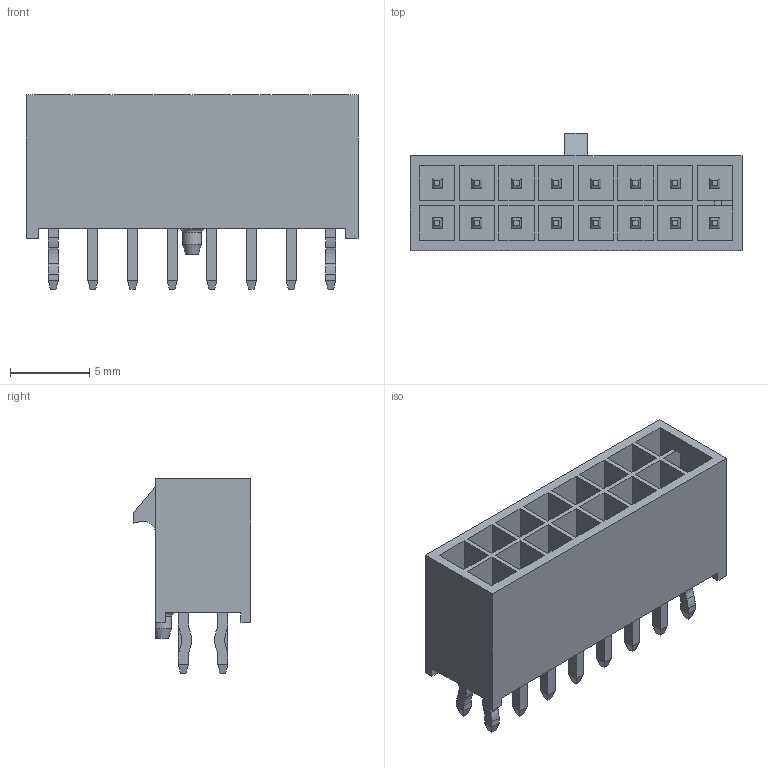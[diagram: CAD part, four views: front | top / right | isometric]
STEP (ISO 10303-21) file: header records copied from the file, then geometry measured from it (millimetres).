
FILE_DESCRIPTION(/* description */ ('Unknown'),/* implementation_level */ '2;1');
FILE_NAME(/* name */ '626016220101',/* time_stamp */ '2023-11-14T17:32:25+01:00',/* author */ ('Unknown'),/* organization */ ('Unknown'),/* preprocessor_version */ 'ST-DEVELOPER v18.102',/* originating_system */ 'Solid Edge',/* authorisation */ 'Unknown');
FILE_SCHEMA (('AUTOMOTIVE_DESIGN {1 0 10303 214 3 1 1}'));
Length unit declared in the file: millimetre
Products named in the file (4): 6260xx220101; 626016220101; 6260xx220101_Pin2; 6260xx220101_Pin1
Assembly tree (17 placements, depth 2):
  6260xx220101
    626016220101
    6260xx220101_Pin2  x4
    6260xx220101_Pin1  x12
Bounding box: 20.94 x 7.38 x 12.26 mm (x, y, z)
Volume: 608.1 mm3; surface area: 2220.5 mm2
Topology: 17 solids, 17 shells, 539 faces, 1247 edges, 767 vertices
Faces by surface type: plane 511, cylinder 26, cone 1, torus 1
Entity records: 9393 total; most frequent: CARTESIAN_POINT 1631, ORIENTED_EDGE 1566, DIRECTION 1471, EDGE_CURVE 783, LINE 761, VECTOR 761, VERTEX_POINT 495, EDGE_LOOP 376
